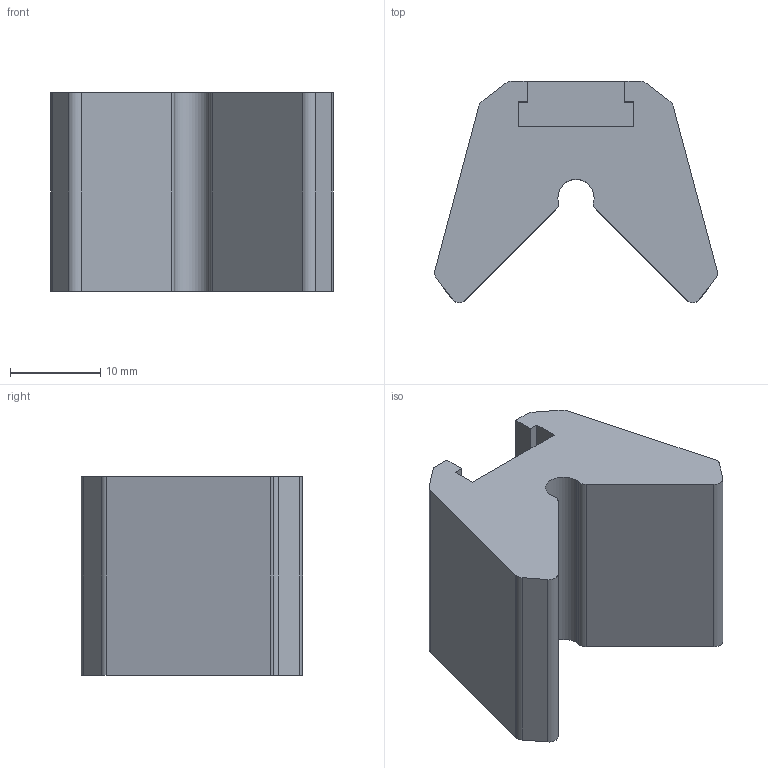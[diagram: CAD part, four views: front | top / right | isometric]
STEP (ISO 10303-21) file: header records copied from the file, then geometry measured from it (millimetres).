
FILE_DESCRIPTION (( 'STEP AP214' ), '1' );
FILE_NAME ('Jaw A.STEP', '2020-09-24T04:24:00', ( 'Valera' ), ( '' ), 'SwSTEP 2.0', 'SolidWorks 2020', '' );
FILE_SCHEMA (( 'AUTOMOTIVE_DESIGN' ));
Length unit declared in the file: millimetre
Products named in the file (1): Jaw A
Bounding box: 31.3 x 24.49 x 22 mm (x, y, z)
Volume: 9179.7 mm3; surface area: 3639.5 mm2
Topology: 1 solids, 1 shells, 34 faces, 96 edges, 64 vertices
Faces by surface type: plane 19, cylinder 15
Entity records: 1144 total; most frequent: DIRECTION 196, CARTESIAN_POINT 195, ORIENTED_EDGE 192, EDGE_CURVE 96, VECTOR 66, LINE 66, AXIS2_PLACEMENT_3D 65, VERTEX_POINT 64
